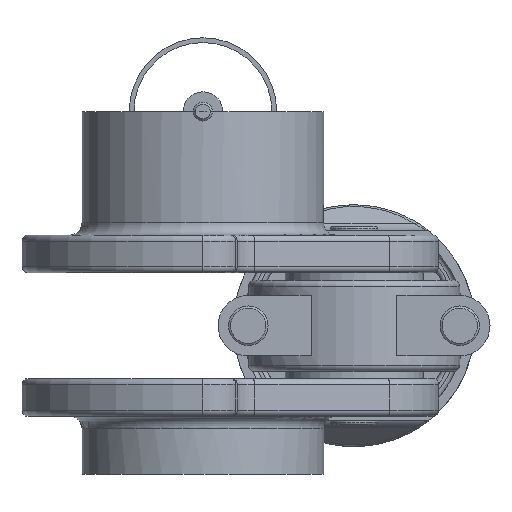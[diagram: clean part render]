
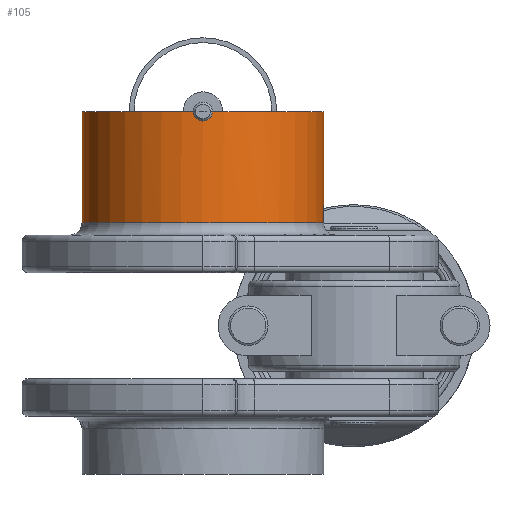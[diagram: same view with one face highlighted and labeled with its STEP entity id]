
A CAD part, front view. The second image highlights one B-rep face of the part: STEP entity #105.
In plain terms, the highlighted cylindrical face has radius 25.4 mm (diameter 50.8 mm), a full revolution.
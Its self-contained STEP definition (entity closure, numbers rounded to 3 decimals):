
#32=CARTESIAN_POINT('',(-25.4,-0.,0.));
#33=VERTEX_POINT('',#32);
#34=CARTESIAN_POINT('',(0.,0.,0.));
#35=DIRECTION('',(0.,0.,-1.));
#36=DIRECTION('',(-1.,0.,0.));
#37=AXIS2_PLACEMENT_3D('',#34,#35,#36);
#38=CIRCLE('',#37,25.4);
#39=EDGE_CURVE('0:5049',#33,#33,#38,.T.);
#44=CARTESIAN_POINT('',(0.,0.,0.));
#45=DIRECTION('',(0.,0.,1.));
#46=DIRECTION('',(-1.,0.,0.));
#47=AXIS2_PLACEMENT_3D('',#44,#45,#46);
#48=CYLINDRICAL_SURFACE('',#47,25.4);
#49=CARTESIAN_POINT('',(-25.4,-0.,-23.41));
#50=VERTEX_POINT('',#49);
#51=CARTESIAN_POINT('',(-25.4,0.,0.));
#52=DIRECTION('',(-0.,-0.,-1.));
#53=VECTOR('',#52,23.41);
#54=LINE('',#51,#53);
#55=EDGE_CURVE('',#33,#50,#54,.T.);
#56=ORIENTED_EDGE('',*,*,#55,.T.);
#57=CARTESIAN_POINT('',(13.31,21.633,-23.41));
#58=VERTEX_POINT('',#57);
#59=CARTESIAN_POINT('',(0.,-0.,-23.41));
#60=DIRECTION('',(0.,-0.,1.));
#61=DIRECTION('',(0.146,0.989,0.));
#62=AXIS2_PLACEMENT_3D('',#59,#60,#61);
#63=CIRCLE('',#62,25.4);
#64=EDGE_CURVE('0:5055',#50,#58,#63,.T.);
#65=ORIENTED_EDGE('',*,*,#64,.T.);
#66=CARTESIAN_POINT('',(3.71,25.128,-23.41));
#67=VERTEX_POINT('',#66);
#68=CARTESIAN_POINT('',(13.31,21.633,-23.41));
#69=CARTESIAN_POINT('',(13.015,21.815,-23.411));
#70=CARTESIAN_POINT('',(12.421,22.164,-23.414));
#71=CARTESIAN_POINT('',(11.517,22.647,-23.428));
#72=CARTESIAN_POINT('',(10.613,23.084,-23.441));
#73=CARTESIAN_POINT('',(9.721,23.472,-23.45));
#74=CARTESIAN_POINT('',(8.851,23.814,-23.454));
#75=CARTESIAN_POINT('',(8.001,24.113,-23.452));
#76=CARTESIAN_POINT('',(7.158,24.376,-23.446));
#77=CARTESIAN_POINT('',(6.315,24.608,-23.435));
#78=CARTESIAN_POINT('',(5.463,24.811,-23.424));
#79=CARTESIAN_POINT('',(4.594,24.986,-23.413));
#80=CARTESIAN_POINT('',(4.007,25.084,-23.411));
#81=CARTESIAN_POINT('',(3.71,25.128,-23.41));
#82=B_SPLINE_CURVE_WITH_KNOTS('',3,(#68,#69,#70,#71,#72,#73,#74,#75,#76,#77,#78,#79,#80,#81),.UNSPECIFIED.,.F.,.F.,(4,1,1,1,1,1,1,1,1,1,1,4),(0.,0.101,0.201,0.299,0.394,0.484,0.571,0.657,0.742,0.826,0.912,1.),.UNSPECIFIED.);
#83=EDGE_CURVE('0:5052',#58,#67,#82,.T.);
#84=ORIENTED_EDGE('',*,*,#83,.T.);
#85=CARTESIAN_POINT('',(-25.398,0.31,-23.41));
#86=VERTEX_POINT('',#85);
#87=CARTESIAN_POINT('',(0.,-0.,-23.41));
#88=DIRECTION('',(0.,-0.,1.));
#89=DIRECTION('',(0.146,0.989,0.));
#90=AXIS2_PLACEMENT_3D('',#87,#88,#89);
#91=CIRCLE('',#90,25.4);
#92=EDGE_CURVE('0:5055',#67,#86,#91,.T.);
#93=ORIENTED_EDGE('',*,*,#92,.T.);
#94=CARTESIAN_POINT('',(0.,-0.,-23.41));
#95=DIRECTION('',(0.,-0.,1.));
#96=DIRECTION('',(0.146,0.989,0.));
#97=AXIS2_PLACEMENT_3D('',#94,#95,#96);
#98=CIRCLE('',#97,25.4);
#99=EDGE_CURVE('0:5055',#86,#50,#98,.T.);
#100=ORIENTED_EDGE('',*,*,#99,.T.);
#101=ORIENTED_EDGE('',*,*,#55,.F.);
#102=ORIENTED_EDGE('',*,*,#39,.T.);
#103=EDGE_LOOP('',(#56,#65,#84,#93,#100,#101,#102));
#104=FACE_BOUND('',#103,.T.);
#105=ADVANCED_FACE('0:4815',(#104),#48,.T.);
